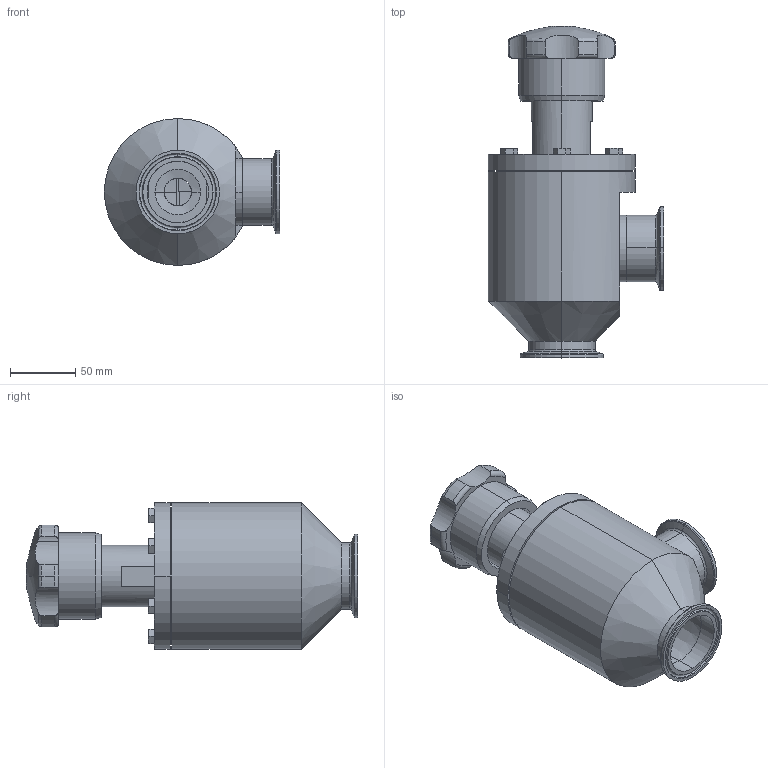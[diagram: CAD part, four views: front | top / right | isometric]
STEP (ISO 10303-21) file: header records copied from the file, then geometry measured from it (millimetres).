
FILE_DESCRIPTION (( 'STEP AP203' ), '1' );
FILE_NAME ('978M-200-JD-P.STEP', '2022-06-15T19:14:21', ( '' ), ( '' ), 'SwSTEP 2.0', 'SolidWorks 2018', '' );
FILE_SCHEMA (( 'CONFIG_CONTROL_DESIGN' ));
Length unit declared in the file: inch
Products named in the file (1): 978M-200-JD-P
Bounding box: 134.38 x 254.4 x 112.55 mm (x, y, z)
Surface area: 126186.3 mm2 (no closed solid volume)
Topology: 0 solids, 12 shells, 188 faces, 491 edges, 318 vertices
Faces by surface type: plane 59, cone 54, cylinder 44, torus 25, sphere 6
Entity records: 6647 total; most frequent: CARTESIAN_POINT 1997, DIRECTION 995, ORIENTED_EDGE 876, EDGE_CURVE 491, AXIS2_PLACEMENT_3D 422, VERTEX_POINT 318, CIRCLE 233, EDGE_LOOP 218
